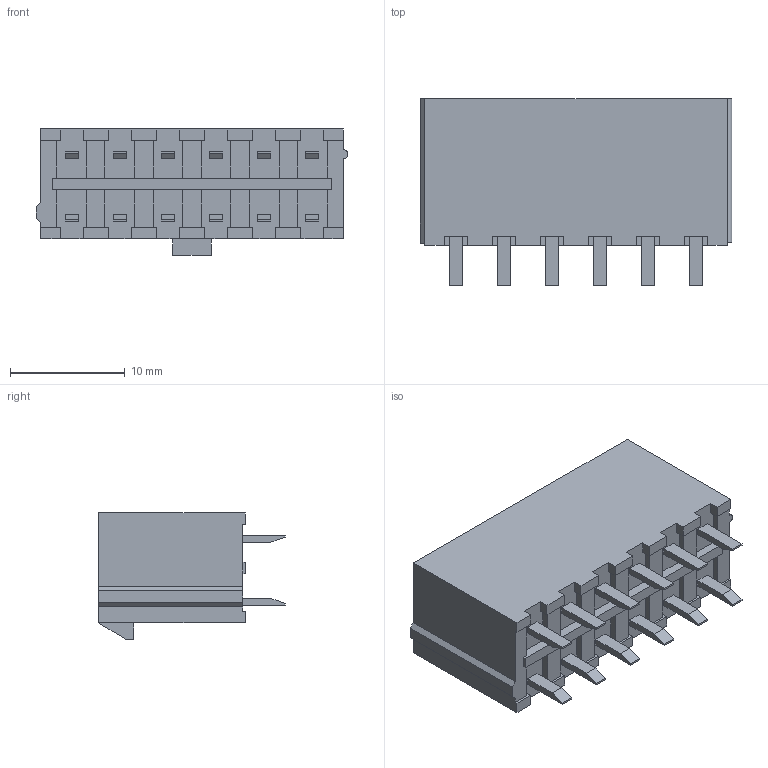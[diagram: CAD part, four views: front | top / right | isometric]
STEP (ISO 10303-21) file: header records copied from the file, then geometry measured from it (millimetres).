
FILE_DESCRIPTION((''),'2;1');
FILE_NAME('1724470212','2015-05-22T',('me'),(''),'PRO/ENGINEER BY PARAMETRIC TECHNOLOGY CORPORATION, 2011490','PRO/ENGINEER BY PARAMETRIC TECHNOLOGY CORPORATION, 2011490','');
FILE_SCHEMA(('CONFIG_CONTROL_DESIGN'));
Length unit declared in the file: millimetre
Products named in the file (1): 1724470212
Bounding box: 27.2 x 16.3 x 11 mm (x, y, z)
Volume: 1894.8 mm3; surface area: 3517.3 mm2
Topology: 1 solids, 1 shells, 337 faces, 919 edges, 620 vertices
Faces by surface type: plane 336, cylinder 1
Entity records: 10462 total; most frequent: CARTESIAN_POINT 1853, ORIENTED_EDGE 1790, DIRECTION 1621, EDGE_CURVE 895, VECTOR 893, LINE 893, VERTEX_POINT 596, EDGE_LOOP 373
